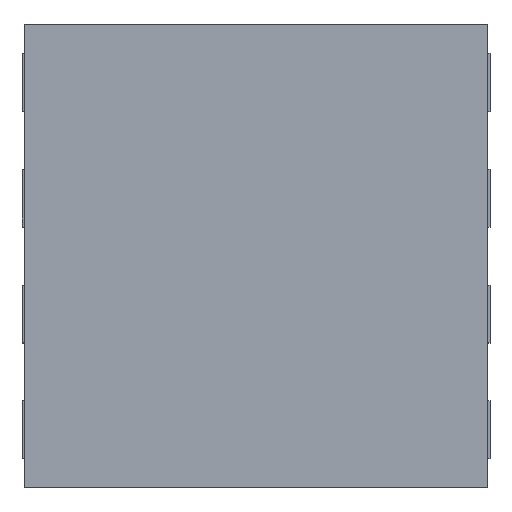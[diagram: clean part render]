
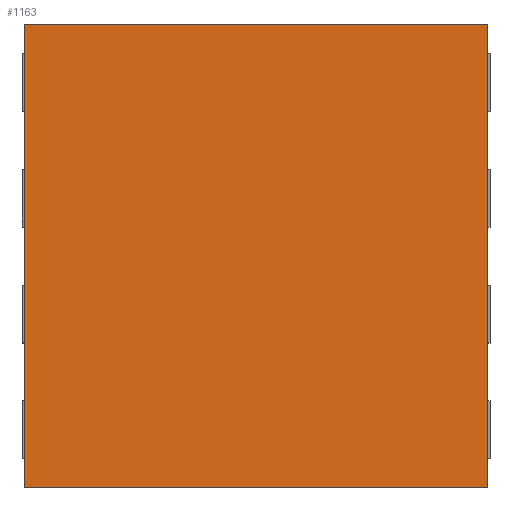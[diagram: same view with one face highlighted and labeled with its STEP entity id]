
A CAD part, top view. The second image highlights one B-rep face of the part: STEP entity #1163.
In plain terms, the highlighted planar face has unit normal (0, 0, 1).
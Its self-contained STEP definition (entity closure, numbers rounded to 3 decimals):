
#101=FACE_OUTER_BOUND('',#159,.T.);
#159=EDGE_LOOP('',(#1017,#1018,#1019,#1020));
#293=LINE('',#1856,#441);
#302=LINE('',#1870,#450);
#306=LINE('',#1876,#454);
#308=LINE('',#1879,#456);
#441=VECTOR('',#1525,10.);
#450=VECTOR('',#1536,10.);
#454=VECTOR('',#1542,10.);
#456=VECTOR('',#1546,10.);
#558=VERTEX_POINT('',#1853);
#559=VERTEX_POINT('',#1855);
#562=VERTEX_POINT('',#1867);
#563=VERTEX_POINT('',#1869);
#713=EDGE_CURVE('',#559,#558,#293,.T.);
#722=EDGE_CURVE('',#563,#562,#302,.T.);
#726=EDGE_CURVE('',#562,#559,#306,.T.);
#728=EDGE_CURVE('',#558,#563,#308,.T.);
#1017=ORIENTED_EDGE('',*,*,#728,.T.);
#1018=ORIENTED_EDGE('',*,*,#722,.T.);
#1019=ORIENTED_EDGE('',*,*,#726,.T.);
#1020=ORIENTED_EDGE('',*,*,#713,.T.);
#1105=PLANE('',#1251);
#1163=ADVANCED_FACE('',(#101),#1105,.T.);
#1251=AXIS2_PLACEMENT_3D('',#1880,#1547,#1548);
#1525=DIRECTION('',(0.,-1.,0.));
#1536=DIRECTION('',(0.,1.,0.));
#1542=DIRECTION('',(-1.,0.,0.));
#1546=DIRECTION('',(1.,0.,0.));
#1547=DIRECTION('center_axis',(0.,0.,1.));
#1548=DIRECTION('ref_axis',(1.,0.,0.));
#1853=CARTESIAN_POINT('',(-1.,-1.,0.85));
#1855=CARTESIAN_POINT('',(-1.,1.,0.85));
#1856=CARTESIAN_POINT('',(-1.,-1.,0.85));
#1867=CARTESIAN_POINT('',(1.,1.,0.85));
#1869=CARTESIAN_POINT('',(1.,-1.,0.85));
#1870=CARTESIAN_POINT('',(1.,1.,0.85));
#1876=CARTESIAN_POINT('',(-1.,1.,0.85));
#1879=CARTESIAN_POINT('',(1.,-1.,0.85));
#1880=CARTESIAN_POINT('Origin',(0.,0.,0.85));
